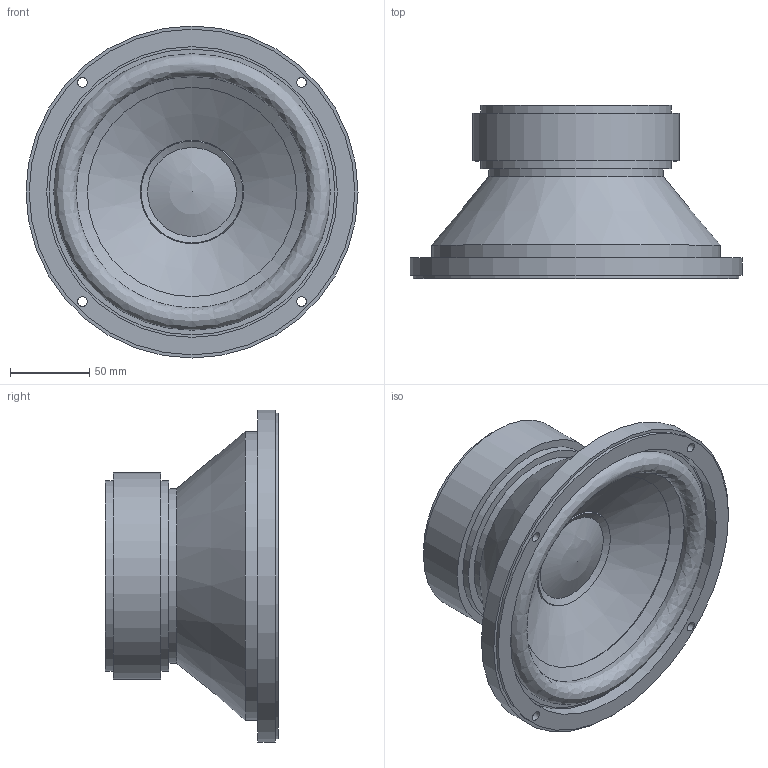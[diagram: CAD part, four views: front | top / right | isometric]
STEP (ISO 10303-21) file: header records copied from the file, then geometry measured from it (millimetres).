
FILE_DESCRIPTION(('FreeCAD Model'),'2;1');
FILE_NAME( 'HiFi_8in.step', '2020-04-03T20:01:29',('Author'),(''), 'Open CASCADE STEP processor 6.8','FreeCAD','Unknown');
FILE_SCHEMA(('AUTOMOTIVE_DESIGN_CC2 { 1 2 10303 214 -1 1 5 4 }'));
Length unit declared in the file: millimetre
Products named in the file (1): HiFi_8in
Bounding box: 209 x 109.11 x 209 mm (x, y, z)
Volume: 1174007.8 mm3; surface area: 199567.6 mm2
Topology: 1 solids, 1 shells, 41 faces, 77 edges, 46 vertices
Faces by surface type: cylinder 15, cone 11, plane 10, revolution 3, sphere 2
Full cylindrical faces by diameter (mm): 6 x4, 20 x1, 110 x1, 120 x2, 130 x1, 163 x1, 180 x1, 182 x1, 183 x1, 205 x1, 209 x1
Entity records: 2374 total; most frequent: CARTESIAN_POINT 412, DIRECTION 345, ORIENTED_EDGE 150, PCURVE 150, DEFINITIONAL_REPRESENTATION 150, LINE 148, VECTOR 148, AXIS2_PLACEMENT_3D 91
